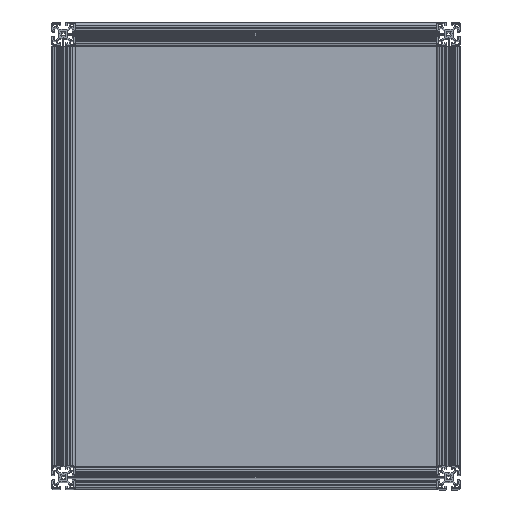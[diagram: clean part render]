
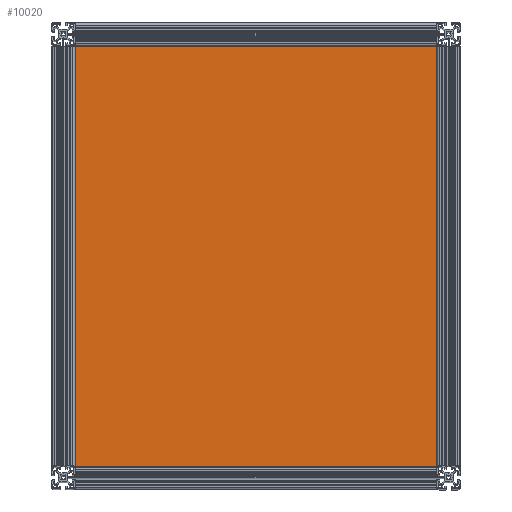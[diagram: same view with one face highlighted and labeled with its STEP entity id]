
A CAD part, top view. The second image highlights one B-rep face of the part: STEP entity #10020.
In plain terms, the highlighted face is planar.
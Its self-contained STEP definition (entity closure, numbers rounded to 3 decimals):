
#298 = VERTEX_POINT ( 'NONE', #14188 ) ;
#526 = DIRECTION ( 'NONE',  ( 0., 1., 0. ) ) ;
#858 = ORIENTED_EDGE ( 'NONE', *, *, #9206, .F. ) ;
#880 = VECTOR ( 'NONE', #6653, 1000. ) ;
#1036 = CARTESIAN_POINT ( 'NONE',  ( 30.073, 257.873, -2. ) ) ;
#1189 = CARTESIAN_POINT ( 'NONE',  ( 30.073, 0., -2. ) ) ;
#1611 = EDGE_CURVE ( 'NONE', #5620, #12261, #13489, .T. ) ;
#1734 = VECTOR ( 'NONE', #8718, 1000. ) ;
#1840 = ORIENTED_EDGE ( 'NONE', *, *, #3919, .T. ) ;
#2067 = DIRECTION ( 'NONE',  ( -1., 0., 0. ) ) ;
#2130 = AXIS2_PLACEMENT_3D ( 'NONE', #5320, #14256, #10671 ) ;
#2296 = DIRECTION ( 'NONE',  ( -1., 0., 0. ) ) ;
#2546 = CARTESIAN_POINT ( 'NONE',  ( 0., -460.527, -2. ) ) ;
#2551 = CARTESIAN_POINT ( 'NONE',  ( -586.727, -460.527, -2. ) ) ;
#2777 = ORIENTED_EDGE ( 'NONE', *, *, #1611, .T. ) ;
#2826 = ORIENTED_EDGE ( 'NONE', *, *, #4985, .T. ) ;
#2867 = CARTESIAN_POINT ( 'NONE',  ( 0., 243.873, -2. ) ) ;
#2905 = ORIENTED_EDGE ( 'NONE', *, *, #9184, .T. ) ;
#2943 = LINE ( 'NONE', #10472, #8594 ) ;
#3280 = LINE ( 'NONE', #15096, #8286 ) ;
#3479 = EDGE_CURVE ( 'NONE', #10325, #12474, #11280, .T. ) ;
#3768 = VECTOR ( 'NONE', #2067, 1000. ) ;
#3845 = ORIENTED_EDGE ( 'NONE', *, *, #15050, .T. ) ;
#3894 = DIRECTION ( 'NONE',  ( 0., 1., 0. ) ) ;
#3919 = EDGE_CURVE ( 'NONE', #6472, #12587, #12854, .T. ) ;
#4134 = VERTEX_POINT ( 'NONE', #9897 ) ;
#4724 = LINE ( 'NONE', #13495, #10259 ) ;
#4985 = EDGE_CURVE ( 'NONE', #12474, #6472, #14437, .T. ) ;
#5320 = CARTESIAN_POINT ( 'NONE',  ( 0., 0., -2. ) ) ;
#5620 = VERTEX_POINT ( 'NONE', #1036 ) ;
#6472 = VERTEX_POINT ( 'NONE', #15946 ) ;
#6653 = DIRECTION ( 'NONE',  ( 0., -1., 0. ) ) ;
#7038 = VERTEX_POINT ( 'NONE', #7206 ) ;
#7206 = CARTESIAN_POINT ( 'NONE',  ( -586.727, 257.873, -2. ) ) ;
#7233 = ORIENTED_EDGE ( 'NONE', *, *, #11463, .F. ) ;
#7295 = LINE ( 'NONE', #14283, #7622 ) ;
#7365 = CARTESIAN_POINT ( 'NONE',  ( 30.073, -474.527, -2. ) ) ;
#7552 = VERTEX_POINT ( 'NONE', #7727 ) ;
#7622 = VECTOR ( 'NONE', #3894, 1000. ) ;
#7679 = LINE ( 'NONE', #9921, #7861 ) ;
#7695 = CARTESIAN_POINT ( 'NONE',  ( 30.073, -460.527, -2. ) ) ;
#7727 = CARTESIAN_POINT ( 'NONE',  ( 44.073, 243.873, -2. ) ) ;
#7828 = ORIENTED_EDGE ( 'NONE', *, *, #12270, .T. ) ;
#7861 = VECTOR ( 'NONE', #13478, 1000. ) ;
#7994 = ORIENTED_EDGE ( 'NONE', *, *, #11452, .T. ) ;
#8004 = VECTOR ( 'NONE', #10138, 1000. ) ;
#8286 = VECTOR ( 'NONE', #2296, 1000. ) ;
#8414 = CARTESIAN_POINT ( 'NONE',  ( -586.727, 0., -2. ) ) ;
#8594 = VECTOR ( 'NONE', #14292, 1000. ) ;
#8718 = DIRECTION ( 'NONE',  ( -1., 0., 0. ) ) ;
#9184 = EDGE_CURVE ( 'NONE', #298, #4134, #14040, .T. ) ;
#9206 = EDGE_CURVE ( 'NONE', #298, #15728, #2943, .T. ) ;
#9738 = CARTESIAN_POINT ( 'NONE',  ( 44.073, -460.527, -2. ) ) ;
#9773 = VERTEX_POINT ( 'NONE', #9738 ) ;
#9897 = CARTESIAN_POINT ( 'NONE',  ( -586.727, 243.873, -2. ) ) ;
#9921 = CARTESIAN_POINT ( 'NONE',  ( -600.727, 257.873, -2. ) ) ;
#10020 = ADVANCED_FACE ( 'NONE', ( #15299 ), #13129, .F. ) ;
#10138 = DIRECTION ( 'NONE',  ( 0., -1., 0. ) ) ;
#10259 = VECTOR ( 'NONE', #14760, 1000. ) ;
#10325 = VERTEX_POINT ( 'NONE', #7695 ) ;
#10472 = CARTESIAN_POINT ( 'NONE',  ( -600.727, 257.873, -2. ) ) ;
#10671 = DIRECTION ( 'NONE',  ( 1., 0., 0. ) ) ;
#10830 = DIRECTION ( 'NONE',  ( 1., 0., 0. ) ) ;
#10846 = ORIENTED_EDGE ( 'NONE', *, *, #14974, .T. ) ;
#10968 = LINE ( 'NONE', #16321, #16526 ) ;
#11280 = LINE ( 'NONE', #1189, #880 ) ;
#11452 = EDGE_CURVE ( 'NONE', #9773, #10325, #12998, .T. ) ;
#11463 = EDGE_CURVE ( 'NONE', #9773, #7552, #7295, .T. ) ;
#11509 = DIRECTION ( 'NONE',  ( 1., 0., 0. ) ) ;
#11628 = EDGE_CURVE ( 'NONE', #5620, #7038, #7679, .T. ) ;
#12261 = VERTEX_POINT ( 'NONE', #13841 ) ;
#12265 = EDGE_LOOP ( 'NONE', ( #1840, #7828, #858, #2905, #10846, #13958, #2777, #3845, #7233, #7994, #13394, #2826 ) ) ;
#12270 = EDGE_CURVE ( 'NONE', #12587, #15728, #3280, .T. ) ;
#12428 = CARTESIAN_POINT ( 'NONE',  ( 30.073, 0., -2. ) ) ;
#12474 = VERTEX_POINT ( 'NONE', #7365 ) ;
#12587 = VERTEX_POINT ( 'NONE', #2551 ) ;
#12647 = VECTOR ( 'NONE', #526, 1000. ) ;
#12664 = CARTESIAN_POINT ( 'NONE',  ( -600.727, -474.527, -2. ) ) ;
#12854 = LINE ( 'NONE', #8414, #12647 ) ;
#12998 = LINE ( 'NONE', #2546, #1734 ) ;
#13129 = PLANE ( 'NONE',  #2130 ) ;
#13394 = ORIENTED_EDGE ( 'NONE', *, *, #3479, .T. ) ;
#13478 = DIRECTION ( 'NONE',  ( -1., 0., 0. ) ) ;
#13489 = LINE ( 'NONE', #12428, #8004 ) ;
#13495 = CARTESIAN_POINT ( 'NONE',  ( -586.727, 0., -2. ) ) ;
#13557 = CARTESIAN_POINT ( 'NONE',  ( -600.727, -460.527, -2. ) ) ;
#13841 = CARTESIAN_POINT ( 'NONE',  ( 30.073, 243.873, -2. ) ) ;
#13958 = ORIENTED_EDGE ( 'NONE', *, *, #11628, .F. ) ;
#14040 = LINE ( 'NONE', #2867, #14272 ) ;
#14188 = CARTESIAN_POINT ( 'NONE',  ( -600.727, 243.873, -2. ) ) ;
#14256 = DIRECTION ( 'NONE',  ( 0., 0., 1. ) ) ;
#14272 = VECTOR ( 'NONE', #10830, 1000. ) ;
#14283 = CARTESIAN_POINT ( 'NONE',  ( 44.073, 257.873, -2. ) ) ;
#14292 = DIRECTION ( 'NONE',  ( 0., -1., 0. ) ) ;
#14437 = LINE ( 'NONE', #12664, #3768 ) ;
#14760 = DIRECTION ( 'NONE',  ( 0., 1., 0. ) ) ;
#14974 = EDGE_CURVE ( 'NONE', #4134, #7038, #4724, .T. ) ;
#15050 = EDGE_CURVE ( 'NONE', #12261, #7552, #10968, .T. ) ;
#15096 = CARTESIAN_POINT ( 'NONE',  ( 0., -460.527, -2. ) ) ;
#15299 = FACE_OUTER_BOUND ( 'NONE', #12265, .T. ) ;
#15728 = VERTEX_POINT ( 'NONE', #13557 ) ;
#15946 = CARTESIAN_POINT ( 'NONE',  ( -586.727, -474.527, -2. ) ) ;
#16321 = CARTESIAN_POINT ( 'NONE',  ( 0., 243.873, -2. ) ) ;
#16526 = VECTOR ( 'NONE', #11509, 1000. ) ;
